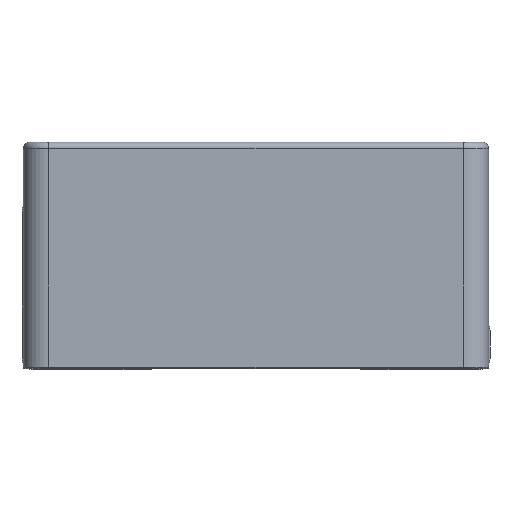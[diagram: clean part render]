
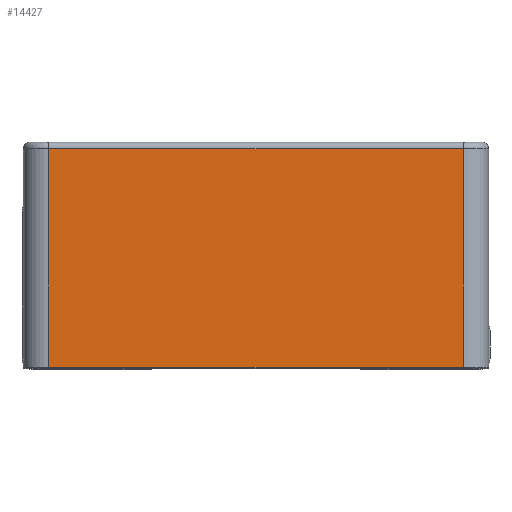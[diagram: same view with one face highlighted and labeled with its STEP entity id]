
A CAD part, front view. The second image highlights one B-rep face of the part: STEP entity #14427.
In plain terms, the highlighted face is planar.
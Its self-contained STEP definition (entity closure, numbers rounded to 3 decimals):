
#402=ORIENTED_EDGE('',*,*,#3518,.F.);
#403=ORIENTED_EDGE('',*,*,#3519,.F.);
#404=ORIENTED_EDGE('',*,*,#3520,.T.);
#405=ORIENTED_EDGE('',*,*,#3521,.T.);
#3518=EDGE_CURVE('',#5076,#5077,#6108,.T.);
#3519=EDGE_CURVE('',#5078,#5076,#6109,.T.);
#3520=EDGE_CURVE('',#5078,#5079,#6110,.T.);
#3521=EDGE_CURVE('',#5079,#5077,#6111,.T.);
#5076=VERTEX_POINT('',#18406);
#5077=VERTEX_POINT('',#18407);
#5078=VERTEX_POINT('',#18409);
#5079=VERTEX_POINT('',#18411);
#6108=LINE('',#18405,#7403);
#6109=LINE('',#18408,#7404);
#6110=LINE('',#18410,#7405);
#6111=LINE('',#18412,#7406);
#7403=VECTOR('',#15713,1000.);
#7404=VECTOR('',#15714,1000.);
#7405=VECTOR('',#15715,1000.);
#7406=VECTOR('',#15716,1000.);
#8695=EDGE_LOOP('',(#402,#403,#404,#405));
#9323=FACE_BOUND('',#8695,.T.);
#9951=PLANE('',#15007);
#14427=ADVANCED_FACE('',(#9323),#9951,.F.);
#15007=AXIS2_PLACEMENT_3D('',#18404,#15711,#15712);
#15711=DIRECTION('',(1.,0.,0.));
#15712=DIRECTION('',(0.,0.,-1.));
#15713=DIRECTION('',(0.,0.,-1.));
#15714=DIRECTION('',(0.,-1.,0.));
#15715=DIRECTION('',(0.,0.,-1.));
#15716=DIRECTION('',(0.,-1.,0.));
#18404=CARTESIAN_POINT('',(-9.1,9.1,7.45));
#18405=CARTESIAN_POINT('',(-9.1,-8.1,7.45));
#18406=CARTESIAN_POINT('',(-9.1,-8.1,7.2));
#18407=CARTESIAN_POINT('',(-9.1,-8.1,-1.35));
#18408=CARTESIAN_POINT('',(-9.1,8.1,7.2));
#18409=CARTESIAN_POINT('',(-9.1,8.1,7.2));
#18410=CARTESIAN_POINT('',(-9.1,8.1,7.45));
#18411=CARTESIAN_POINT('',(-9.1,8.1,-1.35));
#18412=CARTESIAN_POINT('',(-9.1,9.1,-1.35));
